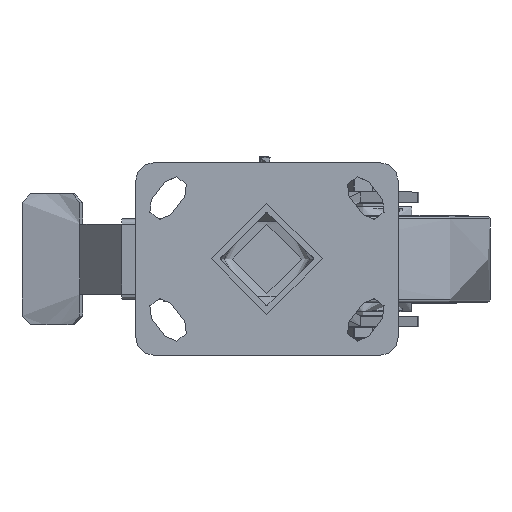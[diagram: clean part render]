
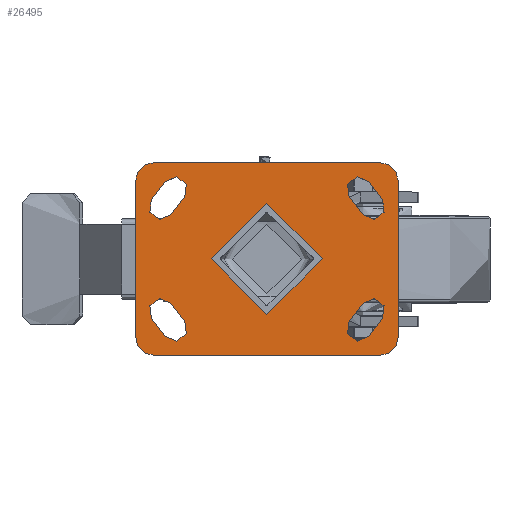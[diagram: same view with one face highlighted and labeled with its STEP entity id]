
A CAD part, top view. The second image highlights one B-rep face of the part: STEP entity #26495.
In plain terms, the highlighted planar face has unit normal (0, 0, 1).
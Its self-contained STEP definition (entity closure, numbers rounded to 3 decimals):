
#1050=FACE_BOUND('',#4905,.T.);
#1051=FACE_BOUND('',#4906,.T.);
#1052=FACE_BOUND('',#4907,.T.);
#1053=FACE_BOUND('',#4908,.T.);
#1054=FACE_BOUND('',#4909,.T.);
#1316=PLANE('',#28717);
#3207=FACE_OUTER_BOUND('',#4904,.T.);
#4904=EDGE_LOOP('',(#18062,#18063,#18064,#18065,#18066,#18067,#18068,#18069));
#4905=EDGE_LOOP('',(#18070));
#4906=EDGE_LOOP('',(#18071,#18072,#18073,#18074));
#4907=EDGE_LOOP('',(#18075,#18076,#18077,#18078));
#4908=EDGE_LOOP('',(#18079,#18080,#18081,#18082));
#4909=EDGE_LOOP('',(#18083,#18084,#18085,#18086));
#6841=LINE('',#38495,#8470);
#6843=LINE('',#38498,#8472);
#6850=LINE('',#38507,#8479);
#6851=LINE('',#38509,#8480);
#6852=LINE('',#38511,#8481);
#6853=LINE('',#38513,#8482);
#6854=LINE('',#38515,#8483);
#6855=LINE('',#38517,#8484);
#6856=LINE('',#38519,#8485);
#6857=LINE('',#38521,#8486);
#6858=LINE('',#38523,#8487);
#6859=LINE('',#38525,#8488);
#8470=VECTOR('',#31492,1000.);
#8472=VECTOR('',#31496,1000.);
#8479=VECTOR('',#31507,1000.);
#8480=VECTOR('',#31510,1000.);
#8481=VECTOR('',#31513,1000.);
#8482=VECTOR('',#31516,1000.);
#8483=VECTOR('',#31519,1000.);
#8484=VECTOR('',#31522,1000.);
#8485=VECTOR('',#31525,1000.);
#8486=VECTOR('',#31528,1000.);
#8487=VECTOR('',#31531,1000.);
#8488=VECTOR('',#31534,1000.);
#10063=CIRCLE('',#28637,7.);
#10066=CIRCLE('',#28641,7.);
#10067=CIRCLE('',#28643,7.);
#10070=CIRCLE('',#28647,7.);
#10071=CIRCLE('',#28649,7.);
#10074=CIRCLE('',#28653,7.);
#10075=CIRCLE('',#28655,7.);
#10078=CIRCLE('',#28659,7.);
#10080=CIRCLE('',#28662,31.5);
#10081=CIRCLE('',#28664,10.);
#10083=CIRCLE('',#28667,10.);
#10085=CIRCLE('',#28670,10.);
#10087=CIRCLE('',#28673,10.);
#11286=VERTEX_POINT('',#38303);
#11287=VERTEX_POINT('',#38304);
#11292=VERTEX_POINT('',#38315);
#11293=VERTEX_POINT('',#38317);
#11294=VERTEX_POINT('',#38321);
#11295=VERTEX_POINT('',#38322);
#11300=VERTEX_POINT('',#38333);
#11301=VERTEX_POINT('',#38335);
#11302=VERTEX_POINT('',#38339);
#11303=VERTEX_POINT('',#38340);
#11308=VERTEX_POINT('',#38351);
#11309=VERTEX_POINT('',#38353);
#11310=VERTEX_POINT('',#38357);
#11311=VERTEX_POINT('',#38358);
#11316=VERTEX_POINT('',#38369);
#11317=VERTEX_POINT('',#38371);
#11319=VERTEX_POINT('',#38377);
#11320=VERTEX_POINT('',#38381);
#11321=VERTEX_POINT('',#38382);
#11324=VERTEX_POINT('',#38390);
#11325=VERTEX_POINT('',#38391);
#11328=VERTEX_POINT('',#38399);
#11329=VERTEX_POINT('',#38400);
#11332=VERTEX_POINT('',#38408);
#11333=VERTEX_POINT('',#38409);
#13844=EDGE_CURVE('',#11286,#11287,#10063,.T.);
#13850=EDGE_CURVE('',#11293,#11292,#10066,.T.);
#13852=EDGE_CURVE('',#11294,#11295,#10067,.T.);
#13858=EDGE_CURVE('',#11301,#11300,#10070,.T.);
#13860=EDGE_CURVE('',#11302,#11303,#10071,.T.);
#13866=EDGE_CURVE('',#11309,#11308,#10074,.T.);
#13868=EDGE_CURVE('',#11310,#11311,#10075,.T.);
#13874=EDGE_CURVE('',#11317,#11316,#10078,.T.);
#13878=EDGE_CURVE('',#11319,#11319,#10080,.T.);
#13879=EDGE_CURVE('',#11320,#11321,#10081,.T.);
#13883=EDGE_CURVE('',#11324,#11325,#10083,.T.);
#13887=EDGE_CURVE('',#11328,#11329,#10085,.T.);
#13891=EDGE_CURVE('',#11332,#11333,#10087,.T.);
#13925=EDGE_CURVE('',#11325,#11328,#6841,.T.);
#13927=EDGE_CURVE('',#11321,#11324,#6843,.T.);
#13934=EDGE_CURVE('',#11333,#11320,#6850,.T.);
#13935=EDGE_CURVE('',#11329,#11332,#6851,.T.);
#13936=EDGE_CURVE('',#11316,#11310,#6852,.T.);
#13937=EDGE_CURVE('',#11311,#11317,#6853,.T.);
#13938=EDGE_CURVE('',#11308,#11302,#6854,.T.);
#13939=EDGE_CURVE('',#11303,#11309,#6855,.T.);
#13940=EDGE_CURVE('',#11300,#11294,#6856,.T.);
#13941=EDGE_CURVE('',#11295,#11301,#6857,.T.);
#13942=EDGE_CURVE('',#11292,#11286,#6858,.T.);
#13943=EDGE_CURVE('',#11287,#11293,#6859,.T.);
#18062=ORIENTED_EDGE('',*,*,#13891,.F.);
#18063=ORIENTED_EDGE('',*,*,#13935,.F.);
#18064=ORIENTED_EDGE('',*,*,#13887,.F.);
#18065=ORIENTED_EDGE('',*,*,#13925,.F.);
#18066=ORIENTED_EDGE('',*,*,#13883,.F.);
#18067=ORIENTED_EDGE('',*,*,#13927,.F.);
#18068=ORIENTED_EDGE('',*,*,#13879,.F.);
#18069=ORIENTED_EDGE('',*,*,#13934,.F.);
#18070=ORIENTED_EDGE('',*,*,#13878,.F.);
#18071=ORIENTED_EDGE('',*,*,#13943,.T.);
#18072=ORIENTED_EDGE('',*,*,#13850,.T.);
#18073=ORIENTED_EDGE('',*,*,#13942,.T.);
#18074=ORIENTED_EDGE('',*,*,#13844,.T.);
#18075=ORIENTED_EDGE('',*,*,#13941,.T.);
#18076=ORIENTED_EDGE('',*,*,#13858,.T.);
#18077=ORIENTED_EDGE('',*,*,#13940,.T.);
#18078=ORIENTED_EDGE('',*,*,#13852,.T.);
#18079=ORIENTED_EDGE('',*,*,#13939,.T.);
#18080=ORIENTED_EDGE('',*,*,#13866,.T.);
#18081=ORIENTED_EDGE('',*,*,#13938,.T.);
#18082=ORIENTED_EDGE('',*,*,#13860,.T.);
#18083=ORIENTED_EDGE('',*,*,#13937,.T.);
#18084=ORIENTED_EDGE('',*,*,#13874,.T.);
#18085=ORIENTED_EDGE('',*,*,#13936,.T.);
#18086=ORIENTED_EDGE('',*,*,#13868,.T.);
#26495=ADVANCED_FACE('',(#3207,#1050,#1051,#1052,#1053,#1054),#1316,.T.);
#28637=AXIS2_PLACEMENT_3D('',#38305,#31320,#31321);
#28641=AXIS2_PLACEMENT_3D('',#38318,#31331,#31332);
#28643=AXIS2_PLACEMENT_3D('',#38323,#31336,#31337);
#28647=AXIS2_PLACEMENT_3D('',#38336,#31347,#31348);
#28649=AXIS2_PLACEMENT_3D('',#38341,#31352,#31353);
#28653=AXIS2_PLACEMENT_3D('',#38354,#31363,#31364);
#28655=AXIS2_PLACEMENT_3D('',#38359,#31368,#31369);
#28659=AXIS2_PLACEMENT_3D('',#38372,#31379,#31380);
#28662=AXIS2_PLACEMENT_3D('',#38379,#31387,#31388);
#28664=AXIS2_PLACEMENT_3D('',#38383,#31391,#31392);
#28667=AXIS2_PLACEMENT_3D('',#38392,#31399,#31400);
#28670=AXIS2_PLACEMENT_3D('',#38401,#31407,#31408);
#28673=AXIS2_PLACEMENT_3D('',#38410,#31415,#31416);
#28717=AXIS2_PLACEMENT_3D('',#38526,#31535,#31536);
#31320=DIRECTION('center_axis',(0.,0.,-1.));
#31321=DIRECTION('ref_axis',(1.,0.,0.));
#31331=DIRECTION('center_axis',(0.,0.,-1.));
#31332=DIRECTION('ref_axis',(1.,0.,0.));
#31336=DIRECTION('center_axis',(0.,0.,-1.));
#31337=DIRECTION('ref_axis',(1.,0.,0.));
#31347=DIRECTION('center_axis',(0.,0.,-1.));
#31348=DIRECTION('ref_axis',(1.,0.,0.));
#31352=DIRECTION('center_axis',(0.,0.,-1.));
#31353=DIRECTION('ref_axis',(-1.,0.,0.));
#31363=DIRECTION('center_axis',(0.,0.,-1.));
#31364=DIRECTION('ref_axis',(-1.,0.,0.));
#31368=DIRECTION('center_axis',(0.,0.,-1.));
#31369=DIRECTION('ref_axis',(-1.,0.,0.));
#31379=DIRECTION('center_axis',(0.,0.,-1.));
#31380=DIRECTION('ref_axis',(-1.,0.,0.));
#31387=DIRECTION('center_axis',(0.,0.,1.));
#31388=DIRECTION('ref_axis',(1.,0.,0.));
#31391=DIRECTION('center_axis',(0.,0.,-1.));
#31392=DIRECTION('ref_axis',(-0.707,0.707,0.));
#31399=DIRECTION('center_axis',(0.,0.,-1.));
#31400=DIRECTION('ref_axis',(0.707,0.707,0.));
#31407=DIRECTION('center_axis',(0.,0.,-1.));
#31408=DIRECTION('ref_axis',(0.707,-0.707,0.));
#31415=DIRECTION('center_axis',(0.,0.,-1.));
#31416=DIRECTION('ref_axis',(-0.707,-0.707,0.));
#31492=DIRECTION('',(0.,-1.,0.));
#31496=DIRECTION('',(1.,0.,0.));
#31507=DIRECTION('',(0.,1.,0.));
#31510=DIRECTION('',(-1.,0.,0.));
#31513=DIRECTION('',(-0.606,-0.795,0.));
#31516=DIRECTION('',(0.606,0.795,0.));
#31519=DIRECTION('',(-0.606,0.795,0.));
#31522=DIRECTION('',(0.606,-0.795,0.));
#31525=DIRECTION('',(0.606,-0.795,0.));
#31528=DIRECTION('',(-0.606,0.795,0.));
#31531=DIRECTION('',(0.606,0.795,0.));
#31534=DIRECTION('',(-0.606,-0.795,0.));
#31535=DIRECTION('center_axis',(0.,0.,1.));
#31536=DIRECTION('ref_axis',(1.,0.,0.));
#38303=CARTESIAN_POINT('',(54.932,-25.258,0.));
#38304=CARTESIAN_POINT('',(66.068,-33.742,0.));
#38305=CARTESIAN_POINT('Origin',(60.5,-29.5,0.));
#38315=CARTESIAN_POINT('',(46.932,-35.758,0.));
#38317=CARTESIAN_POINT('',(58.068,-44.242,0.));
#38318=CARTESIAN_POINT('Origin',(52.5,-40.,0.));
#38321=CARTESIAN_POINT('',(66.068,33.742,0.));
#38322=CARTESIAN_POINT('',(54.932,25.258,0.));
#38323=CARTESIAN_POINT('Origin',(60.5,29.5,0.));
#38333=CARTESIAN_POINT('',(58.068,44.242,0.));
#38335=CARTESIAN_POINT('',(46.932,35.758,0.));
#38336=CARTESIAN_POINT('Origin',(52.5,40.,0.));
#38339=CARTESIAN_POINT('',(-66.068,-33.742,0.));
#38340=CARTESIAN_POINT('',(-54.932,-25.258,0.));
#38341=CARTESIAN_POINT('Origin',(-60.5,-29.5,0.));
#38351=CARTESIAN_POINT('',(-58.068,-44.242,0.));
#38353=CARTESIAN_POINT('',(-46.932,-35.758,0.));
#38354=CARTESIAN_POINT('Origin',(-52.5,-40.,0.));
#38357=CARTESIAN_POINT('',(-54.932,25.258,0.));
#38358=CARTESIAN_POINT('',(-66.068,33.742,0.));
#38359=CARTESIAN_POINT('Origin',(-60.5,29.5,0.));
#38369=CARTESIAN_POINT('',(-46.932,35.758,0.));
#38371=CARTESIAN_POINT('',(-58.068,44.242,0.));
#38372=CARTESIAN_POINT('Origin',(-52.5,40.,0.));
#38377=CARTESIAN_POINT('',(-31.5,0.,0.));
#38379=CARTESIAN_POINT('Origin',(0.,0.,0.));
#38381=CARTESIAN_POINT('',(-75.,45.,0.));
#38382=CARTESIAN_POINT('',(-65.,55.,0.));
#38383=CARTESIAN_POINT('Origin',(-65.,45.,0.));
#38390=CARTESIAN_POINT('',(65.,55.,0.));
#38391=CARTESIAN_POINT('',(75.,45.,0.));
#38392=CARTESIAN_POINT('Origin',(65.,45.,0.));
#38399=CARTESIAN_POINT('',(75.,-45.,0.));
#38400=CARTESIAN_POINT('',(65.,-55.,0.));
#38401=CARTESIAN_POINT('Origin',(65.,-45.,0.));
#38408=CARTESIAN_POINT('',(-65.,-55.,0.));
#38409=CARTESIAN_POINT('',(-75.,-45.,0.));
#38410=CARTESIAN_POINT('Origin',(-65.,-45.,0.));
#38495=CARTESIAN_POINT('',(75.,55.,0.));
#38498=CARTESIAN_POINT('',(-75.,55.,0.));
#38507=CARTESIAN_POINT('',(-75.,-55.,0.));
#38509=CARTESIAN_POINT('',(75.,-55.,0.));
#38511=CARTESIAN_POINT('',(-46.932,35.758,0.));
#38513=CARTESIAN_POINT('',(-58.068,44.242,0.));
#38515=CARTESIAN_POINT('',(-58.068,-44.242,0.));
#38517=CARTESIAN_POINT('',(-46.932,-35.758,0.));
#38519=CARTESIAN_POINT('',(58.068,44.242,0.));
#38521=CARTESIAN_POINT('',(46.932,35.758,0.));
#38523=CARTESIAN_POINT('',(46.932,-35.758,0.));
#38525=CARTESIAN_POINT('',(58.068,-44.242,0.));
#38526=CARTESIAN_POINT('Origin',(0.,0.,0.));
